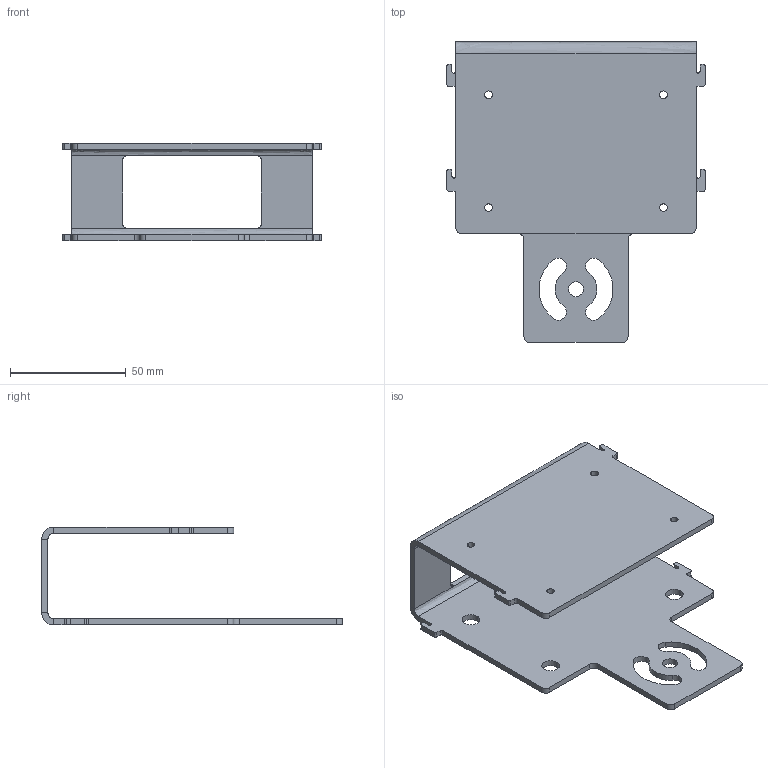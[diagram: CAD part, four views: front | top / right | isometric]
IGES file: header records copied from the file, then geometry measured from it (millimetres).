
Start section:  PTC IGES file: 141792.igs
Global section: file name: 141792.igs; native system: Pro/ENGINEER by Parametric Technology Corporation; preprocessor: 2006170; author: banengservice; organization: Unknown; date: 20080813.142639; units: inch
Bounding box: 111.6 x 130 x 42.2 mm (x, y, z)
Volume: 53113.6 mm3; surface area: 44105.1 mm2
Topology: 1 solids, 1 shells, 424 faces, 1203 edges, 794 vertices
Faces by surface type: bspline 358, revolution 66
